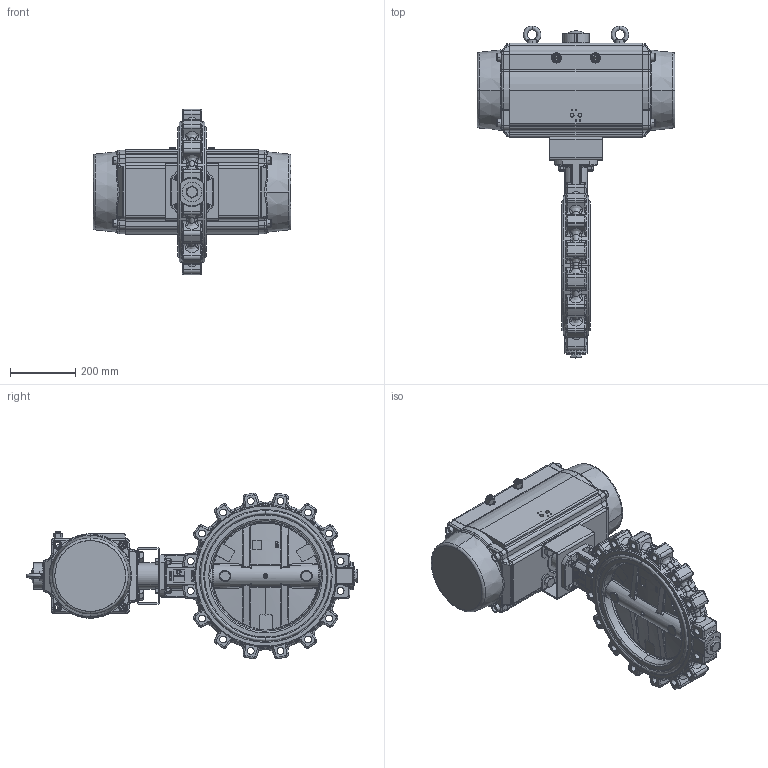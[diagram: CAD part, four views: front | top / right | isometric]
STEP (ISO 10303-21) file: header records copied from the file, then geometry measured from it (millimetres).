
FILE_DESCRIPTION (( 'STEP AP203' ), '1' );
FILE_NAME ('AK02_DN350_pneu._GS.STEP', '2022-11-04T08:30:05', ( '' ), ( '' ), 'SwSTEP 2.0', 'SolidWorks 2021', '' );
FILE_SCHEMA (( 'CONFIG_CONTROL_DESIGN' ));
Length unit declared in the file: metre
Products named in the file (1): AK02_DN350_pneu._GS
Bounding box: 608 x 1021 x 509.49 mm (x, y, z)
Surface area: 1732833.6 mm2 (no closed solid volume)
Topology: 0 solids, 615 shells, 1969 faces, 6918 edges, 5335 vertices
Faces by surface type: bspline 502, cylinder 447, plane 422, torus 420, cone 158, sphere 20
Entity records: 149661 total; most frequent: CARTESIAN_POINT 96919, DIRECTION 9910, ORIENTED_EDGE 9727, EDGE_CURVE 6772, VERTEX_POINT 5335, AXIS2_PLACEMENT_3D 4020, CIRCLE 2552, B_SPLINE_CURVE_WITH_KNOTS 2293
